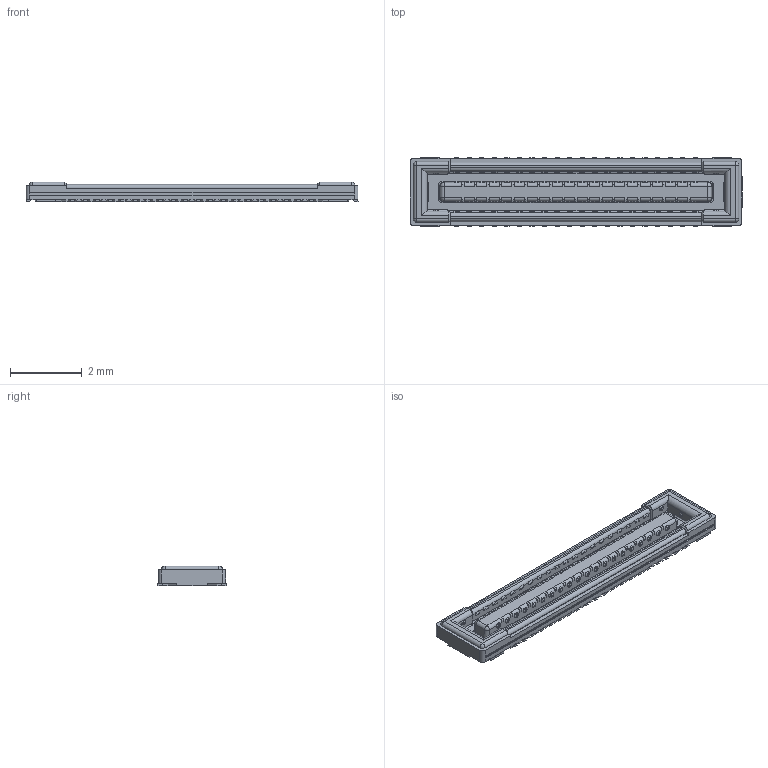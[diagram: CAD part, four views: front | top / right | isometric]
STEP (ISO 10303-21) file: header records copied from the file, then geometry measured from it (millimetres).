
FILE_DESCRIPTION((''),'2;1');
FILE_NAME('B09R-40_230630','2024-04-27T06:25:31',('eng801'),(''),'CREO PARAMETRIC BY PTC INC, 2019010','CREO PARAMETRIC BY PTC INC, 2019010','');
FILE_SCHEMA(('CONFIG_CONTROL_DESIGN'));
Length unit declared in the file: millimetre
Products named in the file (1): B09R-40_230630
Bounding box: 9.25 x 1.9 x 0.55 mm (x, y, z)
Volume: 5.9 mm3; surface area: 59.8 mm2
Topology: 1 solids, 1 shells, 1135 faces, 3440 edges, 2304 vertices
Faces by surface type: plane 773, cylinder 246, cone 96, bspline 8, sphere 8, torus 4
Entity records: 38728 total; most frequent: CARTESIAN_POINT 7841, ORIENTED_EDGE 6492, DIRECTION 6244, EDGE_CURVE 3246, VECTOR 2460, LINE 2460, VERTEX_POINT 2116, AXIS2_PLACEMENT_3D 1892
